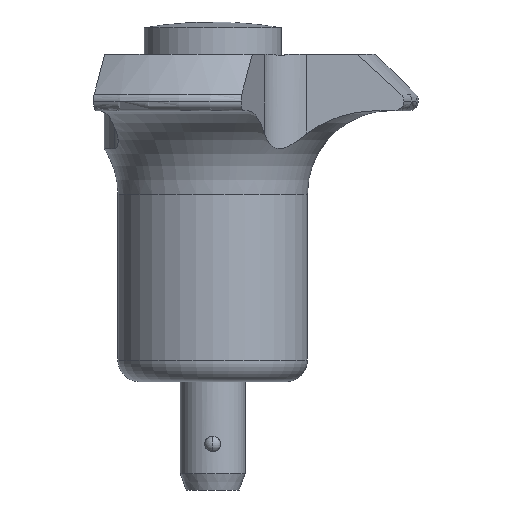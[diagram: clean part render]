
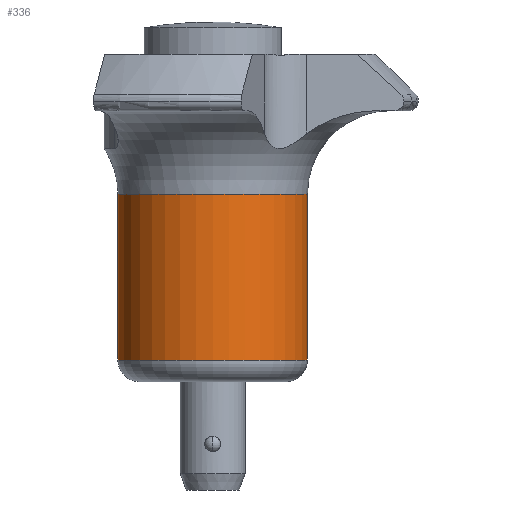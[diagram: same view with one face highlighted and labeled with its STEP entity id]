
A CAD part, front view. The second image highlights one B-rep face of the part: STEP entity #336.
In plain terms, the highlighted cylindrical face has radius 8.75 mm (diameter 17.5 mm), a partial arc.
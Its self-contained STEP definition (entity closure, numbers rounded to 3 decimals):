
#336=ADVANCED_FACE('',(#937),#938,.T.);
#488=EDGE_CURVE('',#748,#592,#1103,.T.);
#518=EDGE_CURVE('',#592,#672,#1140,.T.);
#592=VERTEX_POINT('',#1218);
#640=EDGE_CURVE('',#774,#672,#1270,.T.);
#672=VERTEX_POINT('',#1306);
#698=EDGE_CURVE('',#774,#748,#1334,.T.);
#748=VERTEX_POINT('',#1388);
#774=VERTEX_POINT('',#1418);
#937=FACE_OUTER_BOUND('',#1600,.T.);
#938=CYLINDRICAL_SURFACE('',#1601,8.75);
#1103=CIRCLE('',#1988,8.75);
#1140=LINE('',#2086,#2087);
#1218=CARTESIAN_POINT('',(8.75,0.,16.264));
#1270=CIRCLE('',#2336,8.75);
#1306=CARTESIAN_POINT('',(8.75,0.,0.959));
#1334=LINE('',#2464,#2465);
#1388=CARTESIAN_POINT('',(-8.75,0.,16.264));
#1418=CARTESIAN_POINT('',(-8.75,0.,0.959));
#1600=EDGE_LOOP('',(#3044,#3045,#3046,#3047));
#1601=AXIS2_PLACEMENT_3D('',#3048,#3049,#3050);
#1988=AXIS2_PLACEMENT_3D('',#3202,#3203,#3204);
#2086=CARTESIAN_POINT('',(8.75,0.,9.434));
#2087=VECTOR('',#3263,1.0);
#2336=AXIS2_PLACEMENT_3D('',#3413,#3414,#3415);
#2464=CARTESIAN_POINT('',(-8.75,0.,9.434));
#2465=VECTOR('',#3490,1.0);
#3044=ORIENTED_EDGE('',*,*,#698,.F.);
#3045=ORIENTED_EDGE('',*,*,#640,.T.);
#3046=ORIENTED_EDGE('',*,*,#518,.F.);
#3047=ORIENTED_EDGE('',*,*,#488,.F.);
#3048=CARTESIAN_POINT('',(0.,0.,9.434));
#3049=DIRECTION('',(-0.0,-0.0,-1.0));
#3050=DIRECTION('',(-1.0,0.,0.0));
#3202=CARTESIAN_POINT('',(0.,0.,16.264));
#3203=DIRECTION('',(0.0,0.0,1.0));
#3204=DIRECTION('',(-1.0,0.,0.0));
#3263=DIRECTION('',(-0.0,-0.0,-1.0));
#3413=CARTESIAN_POINT('',(0.,0.,0.959));
#3414=DIRECTION('',(0.0,0.0,1.0));
#3415=DIRECTION('',(-1.0,0.,0.0));
#3490=DIRECTION('',(0.0,0.0,1.0));
